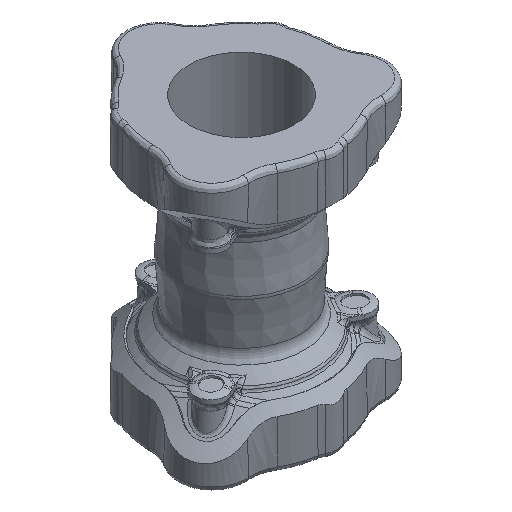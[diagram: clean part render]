
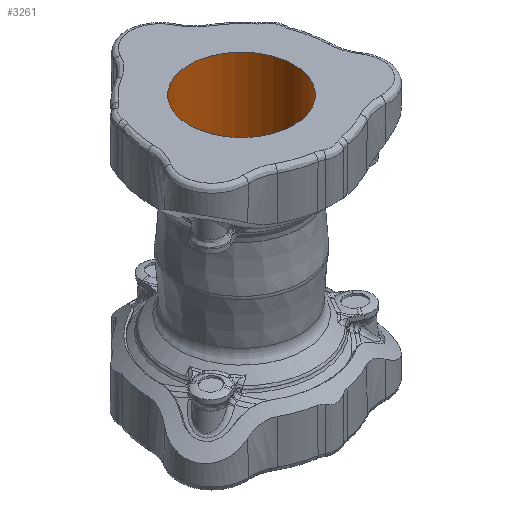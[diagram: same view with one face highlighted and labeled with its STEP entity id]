
A CAD part, isometric view. The second image highlights one B-rep face of the part: STEP entity #3261.
In plain terms, the highlighted cylindrical face has radius 53 mm (diameter 106 mm), a full revolution.
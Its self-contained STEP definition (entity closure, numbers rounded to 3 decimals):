
#857 = CARTESIAN_POINT ( 'NONE',  ( 0., 0., -134. ) ) ;
#858 = DIRECTION ( 'NONE',  ( 0., 0., -1. ) ) ;
#859 = DIRECTION ( 'NONE',  ( -1., 0., 0. ) ) ;
#3261 = ADVANCED_FACE ( 'NONE', ( #7585, #7583 ), #7589, .F. ) ;
#5326 = EDGE_LOOP ( 'NONE', ( #15559 ) ) ;
#5328 = EDGE_LOOP ( 'NONE', ( #15560 ) ) ;
#7583 = FACE_OUTER_BOUND ( 'NONE', #5328, .T. ) ;
#7585 = FACE_OUTER_BOUND ( 'NONE', #5326, .T. ) ;
#7589 = CYLINDRICAL_SURFACE ( 'NONE', #36923, 53. ) ;
#8170 = CIRCLE ( 'NONE', #26411, 53. ) ;
#10244 = EDGE_CURVE ( 'NONE', #22494, #22494, #8170, .T. ) ;
#15559 = ORIENTED_EDGE ( 'NONE', *, *, #22707, .F. ) ;
#15560 = ORIENTED_EDGE ( 'NONE', *, *, #10244, .T. ) ;
#22332 = CIRCLE ( 'NONE', #27492, 53. ) ;
#22494 = VERTEX_POINT ( 'NONE', #35178 ) ;
#22497 = VERTEX_POINT ( 'NONE', #35182 ) ;
#22707 = EDGE_CURVE ( 'NONE', #22497, #22497, #22332, .T. ) ;
#23940 = CARTESIAN_POINT ( 'NONE',  ( 0., 0., 134. ) ) ;
#23944 = DIRECTION ( 'NONE',  ( 0., 0., -1. ) ) ;
#23950 = DIRECTION ( 'NONE',  ( -1., 0., 0. ) ) ;
#26411 = AXIS2_PLACEMENT_3D ( 'NONE', #857, #858, #859 ) ;
#27492 = AXIS2_PLACEMENT_3D ( 'NONE', #28943, #28944, #28945 ) ;
#28943 = CARTESIAN_POINT ( 'NONE',  ( 0., 0., 134. ) ) ;
#28944 = DIRECTION ( 'NONE',  ( 0., 0., -1. ) ) ;
#28945 = DIRECTION ( 'NONE',  ( -1., 0., 0. ) ) ;
#35178 = CARTESIAN_POINT ( 'NONE',  ( -53., 0., -134. ) ) ;
#35182 = CARTESIAN_POINT ( 'NONE',  ( -53., 0., 134. ) ) ;
#36923 = AXIS2_PLACEMENT_3D ( 'NONE', #23940, #23944, #23950 ) ;
